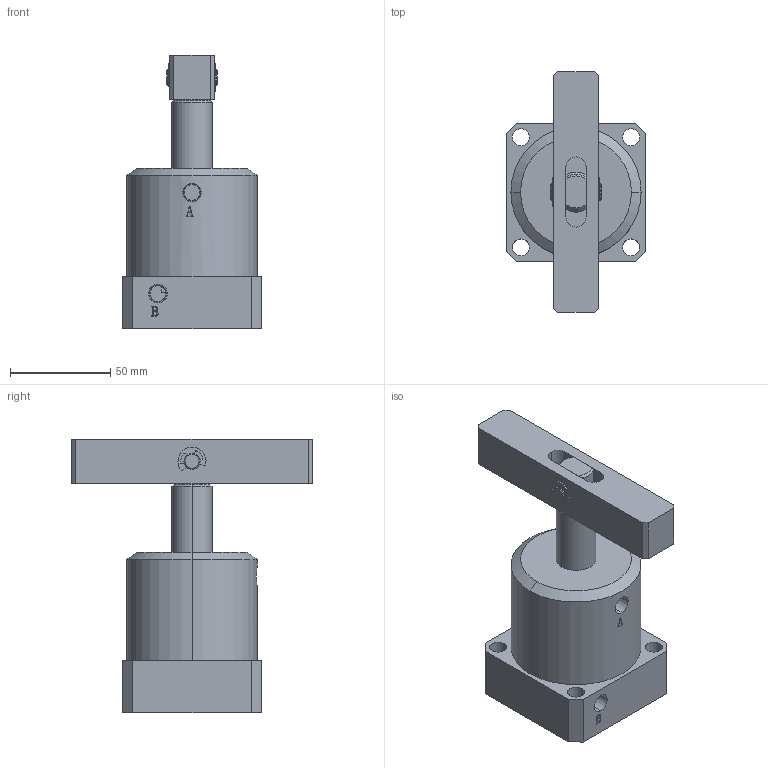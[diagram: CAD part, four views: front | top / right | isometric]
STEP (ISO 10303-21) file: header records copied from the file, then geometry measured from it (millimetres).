
FILE_DESCRIPTION (( 'STEP AP203' ), '1' );
FILE_NAME ('HCAS-50D.STEP', '2019-10-14T08:52:09', ( '微软用户' ), ( '微软中国' ), 'SwSTEP 2.0', 'SolidWorks 2012', '' );
FILE_SCHEMA (( 'CONFIG_CONTROL_DESIGN' ));
Length unit declared in the file: millimetre
Products named in the file (6): HCAS-50D活塞杆; 縐遠8; HCAS-50掛极; HCAS-50D邧旋; HCAS-50D种; HCAS-50D
Assembly tree (6 placements, depth 2):
  HCAS-50D
    HCAS-50掛极
    HCAS-50D活塞杆
    縐遠8  x2
    HCAS-50D邧旋
    HCAS-50D种
Bounding box: 69 x 120 x 136.5 mm (x, y, z)
Volume: 302810.5 mm3; surface area: 65935.1 mm2
Topology: 6 solids, 6 shells, 219 faces, 558 edges, 366 vertices
Faces by surface type: plane 95, cylinder 88, bspline 16, cone 14, torus 6
Entity records: 7193 total; most frequent: CARTESIAN_POINT 1951, DIRECTION 961, ORIENTED_EDGE 948, EDGE_CURVE 474, AXIS2_PLACEMENT_3D 352, VERTEX_POINT 310, LINE 257, VECTOR 257
